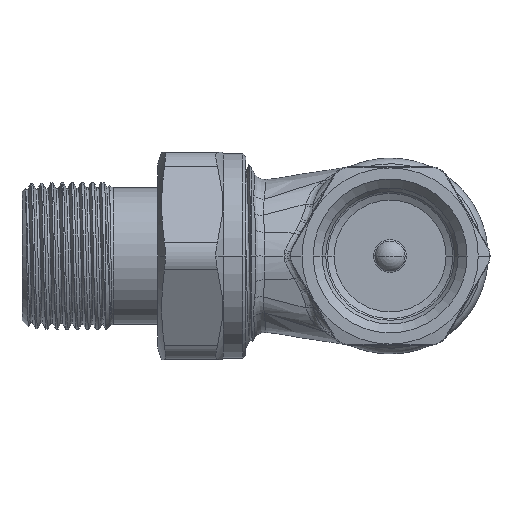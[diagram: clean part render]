
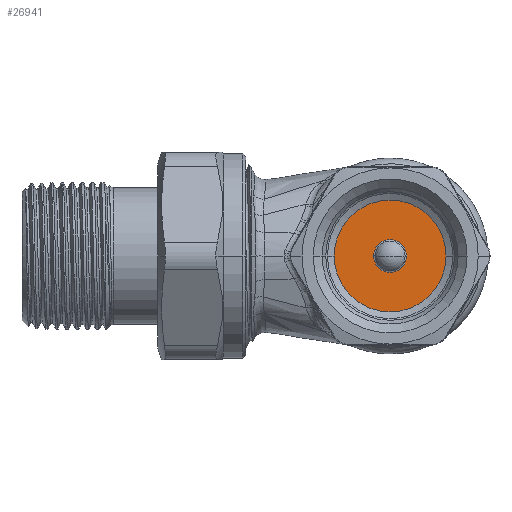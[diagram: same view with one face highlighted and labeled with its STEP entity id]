
A CAD part, left-side view. The second image highlights one B-rep face of the part: STEP entity #26941.
In plain terms, the highlighted planar face has unit normal (-1, 0, 0).
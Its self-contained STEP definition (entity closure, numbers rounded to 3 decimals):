
#7288=CARTESIAN_POINT('',(-6.7,0.,0.));
#7289=DIRECTION('',(1.,0.,0.));
#7290=DIRECTION('',(0.,1.,0.));
#7291=AXIS2_PLACEMENT_3D('',#7288,#7289,#7290);
#7298=CARTESIAN_POINT('',(-6.7,0.,0.));
#7299=DIRECTION('',(1.,0.,0.));
#7300=DIRECTION('',(0.,-1.,0.));
#7301=AXIS2_PLACEMENT_3D('',#7298,#7299,#7300);
#7316=CARTESIAN_POINT('',(-6.7,0.,0.));
#7317=DIRECTION('',(-1.,0.,0.));
#7318=DIRECTION('',(0.,1.,0.));
#7319=AXIS2_PLACEMENT_3D('',#7316,#7317,#7318);
#7331=CARTESIAN_POINT('',(-6.7,0.,0.));
#7332=DIRECTION('',(-1.,0.,0.));
#7333=DIRECTION('',(0.,-1.,0.));
#7334=AXIS2_PLACEMENT_3D('',#7331,#7332,#7333);
#17009=CARTESIAN_POINT('',(-6.7,2.94,0.));
#17010=CARTESIAN_POINT('',(-6.7,-2.94,0.));
#17011=VERTEX_POINT('',#17009);
#17012=VERTEX_POINT('',#17010);
#17019=CARTESIAN_POINT('',(-6.7,10.701,0.));
#17020=CARTESIAN_POINT('',(-6.7,-10.701,0.));
#17021=VERTEX_POINT('',#17019);
#17022=VERTEX_POINT('',#17020);
#26925=CARTESIAN_POINT('',(-6.7,0.,0.));
#26926=DIRECTION('',(-1.,0.,0.));
#26927=DIRECTION('',(0.,1.,0.));
#26928=AXIS2_PLACEMENT_3D('',#26925,#26926,#26927);
#26929=PLANE('',#26928);
#26930=ORIENTED_EDGE('',*,*,#26915,.T.);
#26932=ORIENTED_EDGE('',*,*,#26931,.T.);
#26933=EDGE_LOOP('',(#26930,#26932));
#26934=FACE_OUTER_BOUND('',#26933,.F.);
#26936=ORIENTED_EDGE('',*,*,#26935,.T.);
#26938=ORIENTED_EDGE('',*,*,#26937,.T.);
#26939=EDGE_LOOP('',(#26936,#26938));
#26940=FACE_BOUND('',#26939,.F.);
#26941=ADVANCED_FACE('',(#26934,#26940),#26929,.T.);
#7292=CIRCLE('',#7291,10.701);
#7302=CIRCLE('',#7301,10.701);
#7320=CIRCLE('',#7319,2.94);
#7335=CIRCLE('',#7334,2.94);
#26915=EDGE_CURVE('',#17021,#17022,#7292,.T.);
#26931=EDGE_CURVE('',#17022,#17021,#7302,.T.);
#26935=EDGE_CURVE('',#17011,#17012,#7320,.T.);
#26937=EDGE_CURVE('',#17012,#17011,#7335,.T.);
